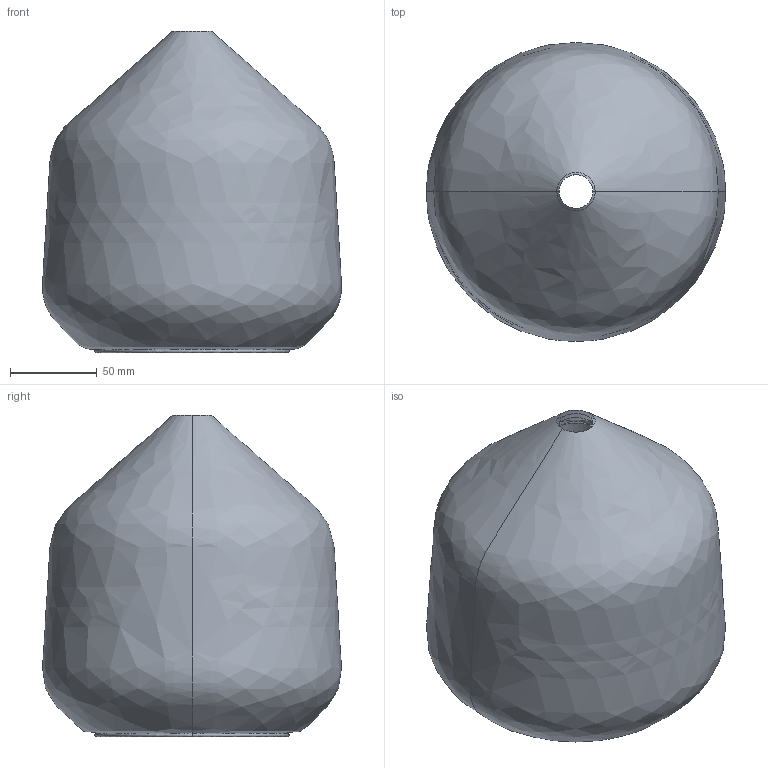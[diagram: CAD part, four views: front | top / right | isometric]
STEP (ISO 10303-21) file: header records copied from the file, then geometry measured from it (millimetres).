
FILE_DESCRIPTION(/* description */ (''),/* implementation_level */ '2;1');
FILE_NAME(/* name */ '1744V1~2',/* time_stamp */ '2020-05-19T16:20:36+02:00',/* author */ (''),/* organization */ (''),/* preprocessor_version */ 'ST-DEVELOPER v15',/* originating_system */ '',/* authorisation */ '');
FILE_SCHEMA (('AUTOMOTIVE_DESIGN'));
Length unit declared in the file: millimetre
Products named in the file (1): Document
Bounding box: 171.88 x 171.9 x 185 mm (x, y, z)
Surface area: 252810.9 mm2 (no closed solid volume)
Topology: 0 solids, 2 shells, 20 faces, 44 edges, 24 vertices
Faces by surface type: bspline 20
Entity records: 1097 total; most frequent: CARTESIAN_POINT 830, ORIENTED_EDGE 80, EDGE_CURVE 44, VERTEX_POINT 24, ADVANCED_FACE 20, FACE_OUTER_BOUND 20, EDGE_LOOP 20, B_SPLINE_CURVE_WITH_KNOTS 14
